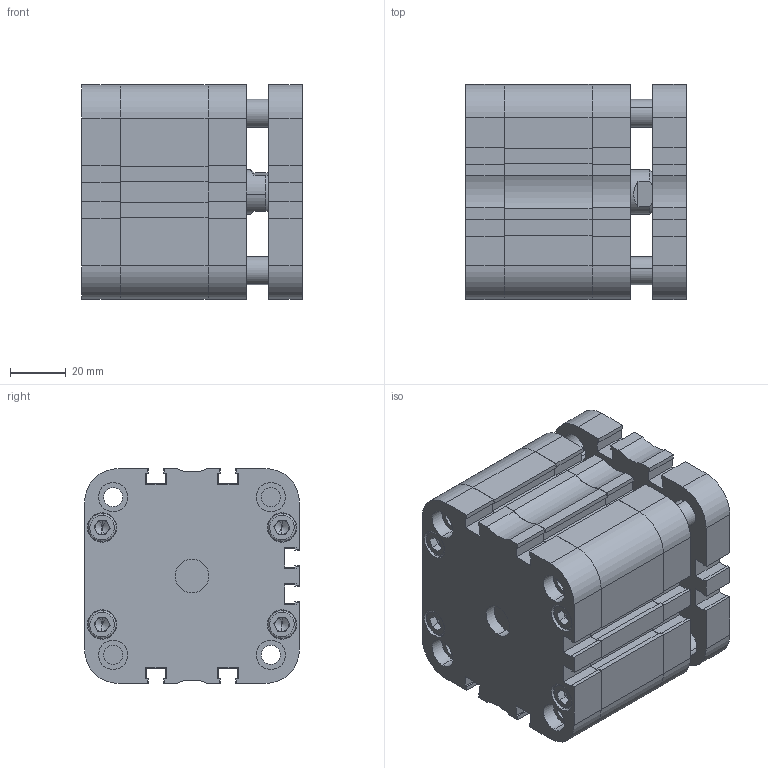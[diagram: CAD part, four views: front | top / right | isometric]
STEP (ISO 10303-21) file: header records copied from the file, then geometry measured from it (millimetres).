
FILE_DESCRIPTION (( 'STEP AP214' ), '1' );
FILE_NAME ('SM_009_063_0010_NP.STEP', '2019-11-13T08:25:04', ( '' ), ( '' ), 'SwSTEP 2.0', 'SolidWorks 2019', '' );
FILE_SCHEMA (( 'AUTOMOTIVE_DESIGN' ));
Length unit declared in the file: millimetre
Products named in the file (25): Kopia Pokrywa przód^Pokrywa przód blok. obr kpl_ZPO_Smart - Pok prz¢d - zabez. przed obr. D063; Kopia Magnes^T³ok kpl_ZPO_Magnes D063; Kopia Pierœcieñ prowadz¹cy^T³ok kpl_ZPO_Pier˜cieä prowadz¥cy D063; Kopia SMART - U. typ Oring - pokrywa^Pokrywa przód blok. obr kpl_ZPO_U. typ Oring - D063; socket head thin cap screw_din_DIN 7984 - M10 x 16 --- 11.5N; Pokrywa przód blok. obr kpl^ZPO_Pokrywa prz¢d kpl - zabez. przed obr. D063; P³ytka prowadnika^ZPO_Smart - Pok prz¢d - D063; socket head thin cap screw_din_DIN 7984 - M6 x 25 --- 22C; Kopia SMART - U. t硂ka lu焠a^T硂k kpl_ZPO_U. t坥ka lu玭a - D063; Kopia SMART - U. t³oka S^T³ok kpl_ZPO_U. tˆoka S - D063; Kopia SMART - U. t硂czyska^Pokrywa prz骴 blok. obr kpl_ZPO_U. t坥czyska - D063; Kopia SMART - U. t硂ka wklejana^T硂k kpl_ZPO_U. t坥ka wklejana - D063; Kopia T硂k_T坥k - D063; Kopia Pokrywa ty³_Smart - Pok tyˆ - D063; Pr皻 blok.^ZPO_D063; Kopia SMART - U. typ Oring - pokrywa^Pokrywa tyｳ kpl_ZPO_U. typ Oring - D063; socket head thin cap screw_din_DIN 7984 - M8 x 30 --- 26.25N; T³oczysko^ZPO_Tˆoczysko - D063; T硂k kpl^ZPO_T坥k kpl - D063; Kopia tulejka pod szpilkê^Pokrywa przód blok. obr kpl_ZPO_D63; SM_009_063_0010_NP; socket head cap screw_din_DIN 912 M6 x 25 --- 25N; Tuleja^ZPO_Tuleja - D063; Pokrywa ty³ kpl^ZPO_Pok tyˆ - D063; Kopia Tuleja prowadzｹca^Pokrywa prz blok. obr kpl_ZPO_Tuleja prowadz･ca - D063
Assembly tree (34 placements, depth 3):
  SM_009_063_0010_NP
    Pokrywa przód blok. obr kpl^ZPO_Pokrywa prz¢d kpl - zabez. przed obr. D063
      Kopia Pokrywa przód^Pokrywa przód blok. obr kpl_ZPO_Smart - Pok prz¢d - zabez. przed obr. D063
      Kopia SMART - U. typ Oring - pokrywa^Pokrywa przód blok. obr kpl_ZPO_U. typ Oring - D063
      Kopia Tuleja prowadzｹca^Pokrywa prz blok. obr kpl_ZPO_Tuleja prowadz･ca - D063
      Kopia SMART - U. t硂czyska^Pokrywa prz骴 blok. obr kpl_ZPO_U. t坥czyska - D063
      Kopia tulejka pod szpilkê^Pokrywa przód blok. obr kpl_ZPO_D63  x2
    Tuleja^ZPO_Tuleja - D063
    Pokrywa ty³ kpl^ZPO_Pok tyˆ - D063
      Kopia Pokrywa ty³_Smart - Pok tyˆ - D063
      Kopia SMART - U. typ Oring - pokrywa^Pokrywa tyｳ kpl_ZPO_U. typ Oring - D063
    T硂k kpl^ZPO_T坥k kpl - D063
      Kopia T硂k_T坥k - D063
      Kopia Magnes^T³ok kpl_ZPO_Magnes D063
      Kopia Pierœcieñ prowadz¹cy^T³ok kpl_ZPO_Pier˜cieä prowadz¥cy D063
      Kopia SMART - U. t硂ka lu焠a^T硂k kpl_ZPO_U. t坥ka lu玭a - D063
      Kopia SMART - U. t硂ka wklejana^T硂k kpl_ZPO_U. t坥ka wklejana - D063
      Kopia SMART - U. t³oka S^T³ok kpl_ZPO_U. tˆoka S - D063
    T³oczysko^ZPO_Tˆoczysko - D063
    socket head cap screw_din_DIN 912 M6 x 25 --- 25N  x8
    socket head thin cap screw_din_DIN 7984 - M8 x 30 --- 26.25N
    Pr皻 blok.^ZPO_D063  x2
    P³ytka prowadnika^ZPO_Smart - Pok prz¢d - D063
    socket head thin cap screw_din_DIN 7984 - M10 x 16 --- 11.5N
    socket head thin cap screw_din_DIN 7984 - M6 x 25 --- 22C  x2
Bounding box: 79 x 77 x 77 mm (x, y, z)
Volume: 295106.2 mm3; surface area: 154503.9 mm2
Topology: 32 solids, 32 shells, 1283 faces, 3189 edges, 2039 vertices
Faces by surface type: plane 653, cylinder 361, bspline 122, cone 99, torus 48
Entity records: 39402 total; most frequent: CARTESIAN_POINT 12561, ORIENTED_EDGE 5358, DIRECTION 5120, EDGE_CURVE 2679, VERTEX_POINT 1754, AXIS2_PLACEMENT_3D 1740, LINE 1640, VECTOR 1640
